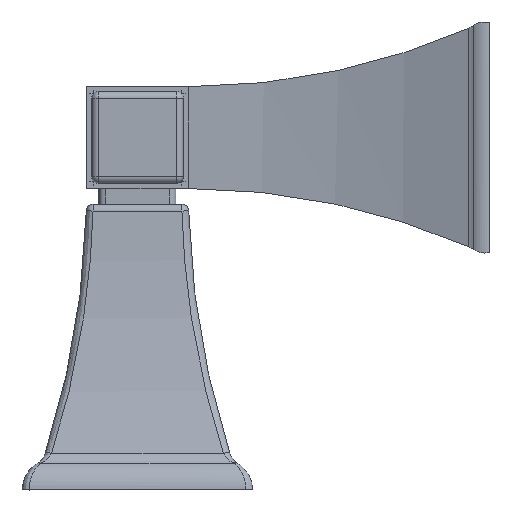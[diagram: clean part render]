
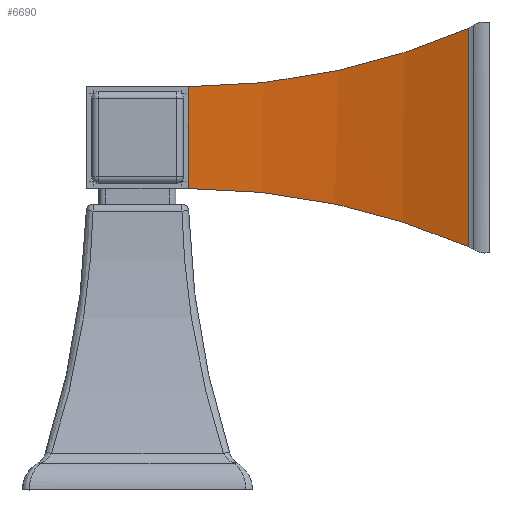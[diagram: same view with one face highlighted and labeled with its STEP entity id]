
A CAD part, top view. The second image highlights one B-rep face of the part: STEP entity #6690.
In plain terms, the highlighted cylindrical face has radius 155 mm (diameter 310 mm), a partial arc.
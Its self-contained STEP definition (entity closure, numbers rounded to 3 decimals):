
#6541=DIRECTION('',(-1.,0.,0.));
#6542=VECTOR('',#6541,22.5);
#6543=CARTESIAN_POINT('',(11.25,66.5,-11.25));
#6544=LINE('',#6543,#6542);
#6545=CARTESIAN_POINT('',(-11.25,66.5,-11.25));
#6546=CARTESIAN_POINT('',(-11.25,63.485,
-11.25));
#6547=CARTESIAN_POINT('',(-11.426,57.453,
-11.426));
#6548=CARTESIAN_POINT('',(-12.217,48.439,
-12.217));
#6549=CARTESIAN_POINT('',(-13.535,39.466,
-13.535));
#6550=CARTESIAN_POINT('',(-15.383,30.565,
-15.383));
#6551=CARTESIAN_POINT('',(-17.727,21.855,
-17.727));
#6552=CARTESIAN_POINT('',(-20.602,13.209,
-20.603));
#6553=CARTESIAN_POINT('',(-22.886,7.499,
-22.885));
#6554=CARTESIAN_POINT('',(-24.118,4.664,
-24.118));
#6556=CARTESIAN_POINT('',(24.118,4.664,-24.118));
#6557=CARTESIAN_POINT('',(22.897,7.467,-22.899));
#6558=CARTESIAN_POINT('',(20.622,13.153,-20.621));
#6559=CARTESIAN_POINT('',(17.69,21.962,-17.691));
#6560=CARTESIAN_POINT('',(15.317,30.835,-15.317));
#6561=CARTESIAN_POINT('',(13.485,39.757,-13.485));
#6562=CARTESIAN_POINT('',(12.19,48.686,-12.19));
#6563=CARTESIAN_POINT('',(11.421,57.59,-11.421));
#6564=CARTESIAN_POINT('',(11.25,63.535,-11.25));
#6565=CARTESIAN_POINT('',(11.25,66.5,-11.25));
#6567=DIRECTION('',(-1.,0.,0.));
#6568=VECTOR('',#6567,48.237);
#6569=CARTESIAN_POINT('',(24.118,4.664,-24.118));
#6570=LINE('',#6569,#6568);
#6624=CARTESIAN_POINT('',(-11.25,66.5,-11.25));
#6626=VERTEX_POINT('',#6624);
#6627=CARTESIAN_POINT('',(11.25,66.5,-11.25));
#6629=VERTEX_POINT('',#6627);
#6635=VERTEX_POINT('',#6554);
#6636=VERTEX_POINT('',#6556);
#6676=CARTESIAN_POINT('',(-15.021,66.5,
-166.25));
#6677=DIRECTION('',(1.,0.,0.));
#6678=DIRECTION('',(0.,0.,1.));
#6679=AXIS2_PLACEMENT_3D('',#6676,#6677,#6678);
#6680=CYLINDRICAL_SURFACE('',#6679,155.);
#6681=ORIENTED_EDGE('',*,*,#6654,.T.);
#6683=ORIENTED_EDGE('',*,*,#6682,.T.);
#6685=ORIENTED_EDGE('',*,*,#6684,.F.);
#6687=ORIENTED_EDGE('',*,*,#6686,.T.);
#6688=EDGE_LOOP('',(#6681,#6683,#6685,#6687));
#6689=FACE_OUTER_BOUND('',#6688,.F.);
#6690=ADVANCED_FACE('',(#6689),#6680,.F.);
#6555=B_SPLINE_CURVE_WITH_KNOTS('',3,(#6545,#6546,#6547,#6548,#6549,#6550,#6551,
#6552,#6553,#6554),.UNSPECIFIED.,.F.,.F.,(4,1,1,1,1,1,1,4),(0.,
0.143,0.286,0.429,0.571,
0.714,0.857,1.),.UNSPECIFIED.);
#6566=B_SPLINE_CURVE_WITH_KNOTS('',3,(#6556,#6557,#6558,#6559,#6560,#6561,#6562,
#6563,#6564,#6565),.UNSPECIFIED.,.F.,.F.,(4,1,1,1,1,1,1,4),(0.,
0.143,0.286,0.429,0.571,
0.714,0.857,1.),.UNSPECIFIED.);
#6654=EDGE_CURVE('',#6629,#6626,#6544,.T.);
#6682=EDGE_CURVE('',#6626,#6635,#6555,.T.);
#6684=EDGE_CURVE('',#6636,#6635,#6570,.T.);
#6686=EDGE_CURVE('',#6636,#6629,#6566,.T.);
